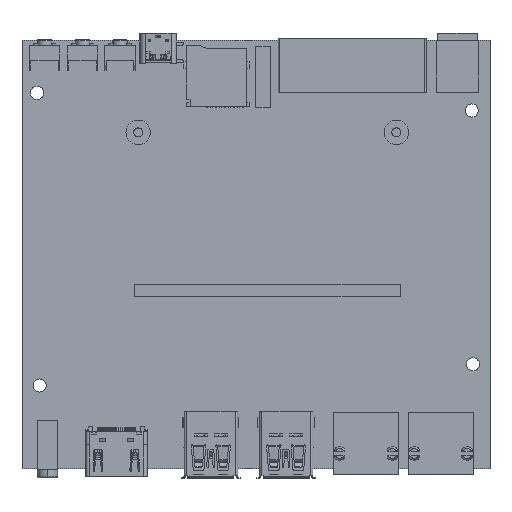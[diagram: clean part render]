
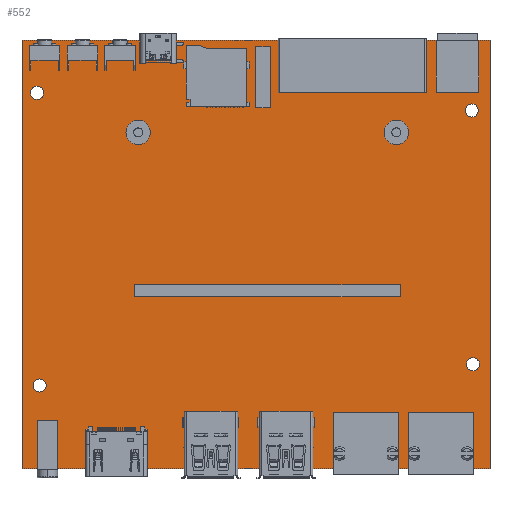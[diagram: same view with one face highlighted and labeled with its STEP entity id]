
A CAD part, top view. The second image highlights one B-rep face of the part: STEP entity #552.
In plain terms, the highlighted planar face has unit normal (0, 0, 1).
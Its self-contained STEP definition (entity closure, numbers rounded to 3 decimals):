
#1=DIRECTION('',(0.,-1.,0.));
#2=VECTOR('',#1,104.775);
#3=CARTESIAN_POINT('',(62.603,51.691,0.));
#4=LINE('',#3,#2);
#5=DIRECTION('',(-1.,0.,0.));
#6=VECTOR('',#5,114.554);
#7=CARTESIAN_POINT('',(62.603,-53.084,0.));
#8=LINE('',#7,#6);
#9=DIRECTION('',(0.,1.,0.));
#10=VECTOR('',#9,104.775);
#11=CARTESIAN_POINT('',(-51.951,-53.084,0.));
#12=LINE('',#11,#10);
#13=DIRECTION('',(1.,0.,0.));
#14=VECTOR('',#13,114.554);
#15=CARTESIAN_POINT('',(-51.951,51.691,0.));
#16=LINE('',#15,#14);
#17=CARTESIAN_POINT('',(39.693,29.175,0.));
#18=DIRECTION('',(0.,0.,1.));
#19=DIRECTION('',(1.,0.,0.));
#20=AXIS2_PLACEMENT_3D('',#17,#18,#19);
#22=CARTESIAN_POINT('',(39.693,29.175,0.));
#23=DIRECTION('',(0.,0.,1.));
#24=DIRECTION('',(-1.,0.,0.));
#25=AXIS2_PLACEMENT_3D('',#22,#23,#24);
#27=CARTESIAN_POINT('',(-23.507,29.175,0.));
#28=DIRECTION('',(0.,0.,1.));
#29=DIRECTION('',(1.,0.,0.));
#30=AXIS2_PLACEMENT_3D('',#27,#28,#29);
#32=CARTESIAN_POINT('',(-23.507,29.175,0.));
#33=DIRECTION('',(0.,0.,1.));
#34=DIRECTION('',(-1.,0.,0.));
#35=AXIS2_PLACEMENT_3D('',#32,#33,#34);
#37=DIRECTION('',(0.,-1.,0.));
#38=VECTOR('',#37,15.);
#39=CARTESIAN_POINT('',(5.249,50.191,0.));
#40=LINE('',#39,#38);
#41=DIRECTION('',(1.,0.,0.));
#42=VECTOR('',#41,3.6);
#43=CARTESIAN_POINT('',(5.249,35.191,0.));
#44=LINE('',#43,#42);
#45=DIRECTION('',(0.,1.,0.));
#46=VECTOR('',#45,15.);
#47=CARTESIAN_POINT('',(8.849,35.191,0.));
#48=LINE('',#47,#46);
#49=DIRECTION('',(-1.,0.,0.));
#50=VECTOR('',#49,3.6);
#51=CARTESIAN_POINT('',(8.849,50.191,0.));
#52=LINE('',#51,#50);
#53=CARTESIAN_POINT('',(-48.268,38.864,0.));
#54=DIRECTION('',(0.,0.,1.));
#55=DIRECTION('',(1.,0.,0.));
#56=AXIS2_PLACEMENT_3D('',#53,#54,#55);
#58=CARTESIAN_POINT('',(-48.268,38.864,0.));
#59=DIRECTION('',(0.,0.,1.));
#60=DIRECTION('',(-1.,0.,0.));
#61=AXIS2_PLACEMENT_3D('',#58,#59,#60);
#63=CARTESIAN_POINT('',(-47.633,-32.764,0.));
#64=DIRECTION('',(0.,0.,1.));
#65=DIRECTION('',(1.,0.,0.));
#66=AXIS2_PLACEMENT_3D('',#63,#64,#65);
#68=CARTESIAN_POINT('',(-47.633,-32.764,0.));
#69=DIRECTION('',(0.,0.,1.));
#70=DIRECTION('',(-1.,0.,0.));
#71=AXIS2_PLACEMENT_3D('',#68,#69,#70);
#73=CARTESIAN_POINT('',(58.412,-27.557,0.));
#74=DIRECTION('',(0.,0.,1.));
#75=DIRECTION('',(1.,0.,0.));
#76=AXIS2_PLACEMENT_3D('',#73,#74,#75);
#78=CARTESIAN_POINT('',(58.412,-27.557,0.));
#79=DIRECTION('',(0.,0.,1.));
#80=DIRECTION('',(-1.,0.,0.));
#81=AXIS2_PLACEMENT_3D('',#78,#79,#80);
#83=CARTESIAN_POINT('',(58.158,34.546,0.));
#84=DIRECTION('',(0.,0.,1.));
#85=DIRECTION('',(1.,0.,0.));
#86=AXIS2_PLACEMENT_3D('',#83,#84,#85);
#88=CARTESIAN_POINT('',(58.158,34.546,0.));
#89=DIRECTION('',(0.,0.,1.));
#90=DIRECTION('',(-1.,0.,0.));
#91=AXIS2_PLACEMENT_3D('',#88,#89,#90);
#321=DIRECTION('',(0.,1.,0.));
#322=VECTOR('',#321,3.);
#323=CARTESIAN_POINT('',(-24.397,-11.084,0.));
#324=LINE('',#323,#322);
#329=DIRECTION('',(1.,0.,0.));
#330=VECTOR('',#329,65.);
#331=CARTESIAN_POINT('',(-24.397,-8.084,0.));
#332=LINE('',#331,#330);
#337=DIRECTION('',(0.,-1.,0.));
#338=VECTOR('',#337,3.);
#339=CARTESIAN_POINT('',(40.603,-8.084,0.));
#340=LINE('',#339,#338);
#345=DIRECTION('',(-1.,0.,0.));
#346=VECTOR('',#345,65.);
#347=CARTESIAN_POINT('',(40.603,-11.084,0.));
#348=LINE('',#347,#346);
#369=CARTESIAN_POINT('',(62.603,51.691,0.));
#370=CARTESIAN_POINT('',(62.603,-53.084,0.));
#371=VERTEX_POINT('',#369);
#372=VERTEX_POINT('',#370);
#373=CARTESIAN_POINT('',(-51.951,-53.084,0.));
#374=VERTEX_POINT('',#373);
#375=CARTESIAN_POINT('',(-51.951,51.691,0.));
#376=VERTEX_POINT('',#375);
#377=CARTESIAN_POINT('',(42.693,29.175,0.));
#378=CARTESIAN_POINT('',(36.693,29.175,0.));
#379=VERTEX_POINT('',#377);
#380=VERTEX_POINT('',#378);
#381=CARTESIAN_POINT('',(-20.507,29.175,0.));
#382=CARTESIAN_POINT('',(-26.507,29.175,0.));
#383=VERTEX_POINT('',#381);
#384=VERTEX_POINT('',#382);
#385=CARTESIAN_POINT('',(5.249,50.191,0.));
#386=CARTESIAN_POINT('',(5.249,35.191,0.));
#387=VERTEX_POINT('',#385);
#388=VERTEX_POINT('',#386);
#389=CARTESIAN_POINT('',(8.849,35.191,0.));
#390=VERTEX_POINT('',#389);
#391=CARTESIAN_POINT('',(8.849,50.191,0.));
#392=VERTEX_POINT('',#391);
#393=CARTESIAN_POINT('',(-46.668,38.864,0.));
#394=CARTESIAN_POINT('',(-49.868,38.864,0.));
#395=VERTEX_POINT('',#393);
#396=VERTEX_POINT('',#394);
#397=CARTESIAN_POINT('',(-46.033,-32.764,0.));
#398=CARTESIAN_POINT('',(-49.233,-32.764,0.));
#399=VERTEX_POINT('',#397);
#400=VERTEX_POINT('',#398);
#401=CARTESIAN_POINT('',(60.012,-27.557,0.));
#402=CARTESIAN_POINT('',(56.812,-27.557,0.));
#403=VERTEX_POINT('',#401);
#404=VERTEX_POINT('',#402);
#405=CARTESIAN_POINT('',(59.758,34.546,0.));
#406=CARTESIAN_POINT('',(56.558,34.546,0.));
#407=VERTEX_POINT('',#405);
#408=VERTEX_POINT('',#406);
#409=CARTESIAN_POINT('',(-24.397,-11.084,0.));
#410=CARTESIAN_POINT('',(-24.397,-8.084,0.));
#411=VERTEX_POINT('',#409);
#412=VERTEX_POINT('',#410);
#413=CARTESIAN_POINT('',(40.603,-11.084,0.));
#414=VERTEX_POINT('',#413);
#415=CARTESIAN_POINT('',(40.603,-8.084,0.));
#416=VERTEX_POINT('',#415);
#481=CARTESIAN_POINT('',(0.,0.,0.));
#482=DIRECTION('',(0.,0.,1.));
#483=DIRECTION('',(0.,-1.,0.));
#484=AXIS2_PLACEMENT_3D('',#481,#482,#483);
#485=PLANE('',#484);
#487=ORIENTED_EDGE('',*,*,#486,.T.);
#489=ORIENTED_EDGE('',*,*,#488,.T.);
#491=ORIENTED_EDGE('',*,*,#490,.T.);
#493=ORIENTED_EDGE('',*,*,#492,.T.);
#494=EDGE_LOOP('',(#487,#489,#491,#493));
#495=FACE_OUTER_BOUND('',#494,.F.);
#497=ORIENTED_EDGE('',*,*,#496,.T.);
#499=ORIENTED_EDGE('',*,*,#498,.T.);
#500=EDGE_LOOP('',(#497,#499));
#501=FACE_BOUND('',#500,.F.);
#503=ORIENTED_EDGE('',*,*,#502,.T.);
#505=ORIENTED_EDGE('',*,*,#504,.T.);
#506=EDGE_LOOP('',(#503,#505));
#507=FACE_BOUND('',#506,.F.);
#509=ORIENTED_EDGE('',*,*,#508,.T.);
#511=ORIENTED_EDGE('',*,*,#510,.T.);
#513=ORIENTED_EDGE('',*,*,#512,.T.);
#515=ORIENTED_EDGE('',*,*,#514,.T.);
#516=EDGE_LOOP('',(#509,#511,#513,#515));
#517=FACE_BOUND('',#516,.F.);
#519=ORIENTED_EDGE('',*,*,#518,.T.);
#521=ORIENTED_EDGE('',*,*,#520,.T.);
#522=EDGE_LOOP('',(#519,#521));
#523=FACE_BOUND('',#522,.F.);
#525=ORIENTED_EDGE('',*,*,#524,.T.);
#527=ORIENTED_EDGE('',*,*,#526,.T.);
#528=EDGE_LOOP('',(#525,#527));
#529=FACE_BOUND('',#528,.F.);
#531=ORIENTED_EDGE('',*,*,#530,.T.);
#533=ORIENTED_EDGE('',*,*,#532,.T.);
#534=EDGE_LOOP('',(#531,#533));
#535=FACE_BOUND('',#534,.F.);
#537=ORIENTED_EDGE('',*,*,#536,.T.);
#539=ORIENTED_EDGE('',*,*,#538,.T.);
#540=EDGE_LOOP('',(#537,#539));
#541=FACE_BOUND('',#540,.F.);
#543=ORIENTED_EDGE('',*,*,#542,.F.);
#545=ORIENTED_EDGE('',*,*,#544,.F.);
#547=ORIENTED_EDGE('',*,*,#546,.F.);
#549=ORIENTED_EDGE('',*,*,#548,.F.);
#550=EDGE_LOOP('',(#543,#545,#547,#549));
#551=FACE_BOUND('',#550,.F.);
#21=CIRCLE('',#20,3.);
#26=CIRCLE('',#25,3.);
#31=CIRCLE('',#30,3.);
#36=CIRCLE('',#35,3.);
#57=CIRCLE('',#56,1.6);
#62=CIRCLE('',#61,1.6);
#67=CIRCLE('',#66,1.6);
#72=CIRCLE('',#71,1.6);
#77=CIRCLE('',#76,1.6);
#82=CIRCLE('',#81,1.6);
#87=CIRCLE('',#86,1.6);
#92=CIRCLE('',#91,1.6);
#486=EDGE_CURVE('',#371,#372,#4,.T.);
#488=EDGE_CURVE('',#372,#374,#8,.T.);
#490=EDGE_CURVE('',#374,#376,#12,.T.);
#492=EDGE_CURVE('',#376,#371,#16,.T.);
#496=EDGE_CURVE('',#379,#380,#21,.T.);
#498=EDGE_CURVE('',#380,#379,#26,.T.);
#502=EDGE_CURVE('',#383,#384,#31,.T.);
#504=EDGE_CURVE('',#384,#383,#36,.T.);
#508=EDGE_CURVE('',#387,#388,#40,.T.);
#510=EDGE_CURVE('',#388,#390,#44,.T.);
#512=EDGE_CURVE('',#390,#392,#48,.T.);
#514=EDGE_CURVE('',#392,#387,#52,.T.);
#518=EDGE_CURVE('',#395,#396,#57,.T.);
#520=EDGE_CURVE('',#396,#395,#62,.T.);
#524=EDGE_CURVE('',#399,#400,#67,.T.);
#526=EDGE_CURVE('',#400,#399,#72,.T.);
#530=EDGE_CURVE('',#403,#404,#77,.T.);
#532=EDGE_CURVE('',#404,#403,#82,.T.);
#536=EDGE_CURVE('',#407,#408,#87,.T.);
#538=EDGE_CURVE('',#408,#407,#92,.T.);
#542=EDGE_CURVE('',#411,#412,#324,.T.);
#544=EDGE_CURVE('',#414,#411,#348,.T.);
#546=EDGE_CURVE('',#416,#414,#340,.T.);
#548=EDGE_CURVE('',#412,#416,#332,.T.);
#552=ADVANCED_FACE('',(#495,#501,#507,#517,#523,#529,#535,#541,#551),#485,.T.);
